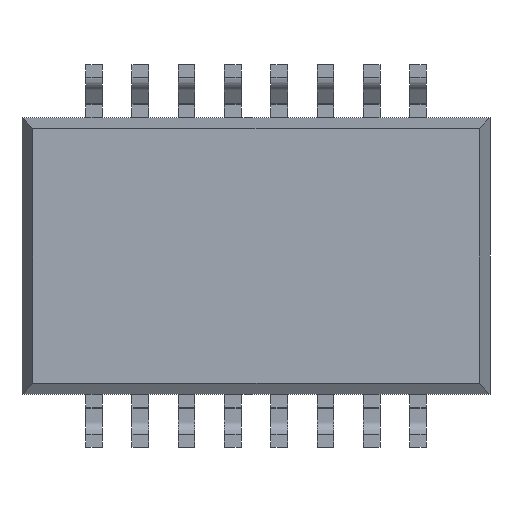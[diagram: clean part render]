
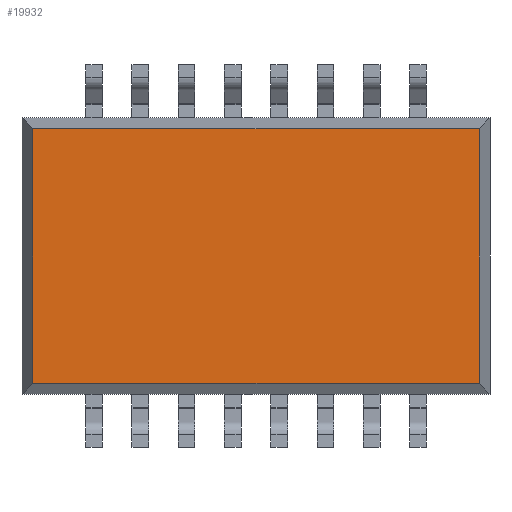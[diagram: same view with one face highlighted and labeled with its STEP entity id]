
A CAD part, front view. The second image highlights one B-rep face of the part: STEP entity #19932.
In plain terms, the highlighted planar face has unit normal (0, -1, 0).
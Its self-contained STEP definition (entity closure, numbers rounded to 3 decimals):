
#298 = LINE ( 'NONE', #13033, #8137 ) ;
#622 = VECTOR ( 'NONE', #16796, 1000. ) ;
#928 = CARTESIAN_POINT ( 'NONE',  ( -6.125, -1.22, -3.5 ) ) ;
#1152 = ORIENTED_EDGE ( 'NONE', *, *, #8546, .T. ) ;
#4714 = CARTESIAN_POINT ( 'NONE',  ( 6.125, -1.22, -3.5 ) ) ;
#5615 = VECTOR ( 'NONE', #16597, 1000. ) ;
#5790 = CARTESIAN_POINT ( 'NONE',  ( 6.125, -1.22, 3.8 ) ) ;
#5831 = CARTESIAN_POINT ( 'NONE',  ( 6.125, -1.22, 3.5 ) ) ;
#6817 = VERTEX_POINT ( 'NONE', #5831 ) ;
#7330 = ORIENTED_EDGE ( 'NONE', *, *, #13317, .T. ) ;
#7806 = AXIS2_PLACEMENT_3D ( 'NONE', #10322, #13781, #8195 ) ;
#8137 = VECTOR ( 'NONE', #20576, 1000. ) ;
#8155 = LINE ( 'NONE', #5790, #17585 ) ;
#8195 = DIRECTION ( 'NONE',  ( 0., 0., 1. ) ) ;
#8488 = VERTEX_POINT ( 'NONE', #19763 ) ;
#8546 = EDGE_CURVE ( 'NONE', #8816, #20944, #8806, .T. ) ;
#8806 = LINE ( 'NONE', #16514, #5615 ) ;
#8816 = VERTEX_POINT ( 'NONE', #928 ) ;
#10322 = CARTESIAN_POINT ( 'NONE',  ( 0., -1.22, 0. ) ) ;
#11115 = LINE ( 'NONE', #22243, #622 ) ;
#11609 = FACE_OUTER_BOUND ( 'NONE', #17651, .T. ) ;
#12870 = EDGE_CURVE ( 'NONE', #8488, #6817, #11115, .T. ) ;
#12910 = EDGE_CURVE ( 'NONE', #6817, #20944, #8155, .T. ) ;
#13033 = CARTESIAN_POINT ( 'NONE',  ( -6.125, -1.22, 3.8 ) ) ;
#13317 = EDGE_CURVE ( 'NONE', #8488, #8816, #298, .T. ) ;
#13781 = DIRECTION ( 'NONE',  ( 0., 1., 0. ) ) ;
#16514 = CARTESIAN_POINT ( 'NONE',  ( -6.425, -1.22, -3.5 ) ) ;
#16597 = DIRECTION ( 'NONE',  ( 1., 0., 0. ) ) ;
#16796 = DIRECTION ( 'NONE',  ( 1., 0., 0. ) ) ;
#17585 = VECTOR ( 'NONE', #22714, 1000. ) ;
#17651 = EDGE_LOOP ( 'NONE', ( #7330, #1152, #23749, #22396 ) ) ;
#19670 = PLANE ( 'NONE',  #7806 ) ;
#19763 = CARTESIAN_POINT ( 'NONE',  ( -6.125, -1.22, 3.5 ) ) ;
#19932 = ADVANCED_FACE ( 'NONE', ( #11609 ), #19670, .F. ) ;
#20576 = DIRECTION ( 'NONE',  ( 0., 0., -1. ) ) ;
#20944 = VERTEX_POINT ( 'NONE', #4714 ) ;
#22243 = CARTESIAN_POINT ( 'NONE',  ( -6.425, -1.22, 3.5 ) ) ;
#22396 = ORIENTED_EDGE ( 'NONE', *, *, #12870, .F. ) ;
#22714 = DIRECTION ( 'NONE',  ( 0., 0., -1. ) ) ;
#23749 = ORIENTED_EDGE ( 'NONE', *, *, #12910, .F. ) ;
